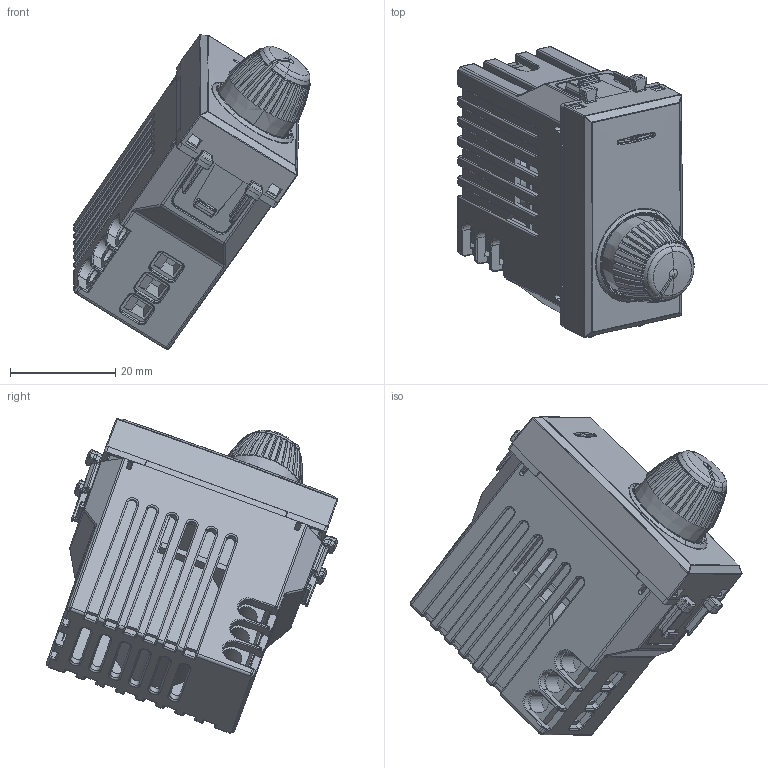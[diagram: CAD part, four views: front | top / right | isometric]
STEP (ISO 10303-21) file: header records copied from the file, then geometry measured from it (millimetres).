
FILE_DESCRIPTION(('CATIA V5 STEP Exchange'),'2;1');
FILE_NAME('442048D.stp','2024-02-27T07:58:25+00:00',('none'),('none'),'CATIA Version 5-6 Release 2016 SP6','CATIA V5 STEP AP203','none');
FILE_SCHEMA(('CONFIG_CONTROL_DESIGN'));
Products named in the file (1): 44X048D
Assembly tree (5 placements, depth 2):
  44X048D
    #57
    #27735
    #36748
    #63458
    #67653
Bounding box: 44.88 x 55.34 x 59.73 mm (x, y, z)
Volume: 22768.5 mm3; surface area: 26431.6 mm2
Topology: 8 solids, 8 shells, 1789 faces, 4629 edges, 2700 vertices
Faces by surface type: plane 573, cylinder 485, bspline 352, cone 167, torus 79, sphere 78, revolution 55
Entity records: 67676 total; most frequent: CARTESIAN_POINT 31725, ORIENTED_EDGE 8990, DIRECTION 4609, EDGE_CURVE 4495, VERTEX_POINT 2696, B_SPLINE_CURVE_WITH_KNOTS 2024, EDGE_LOOP 1835, AXIS2_PLACEMENT_3D 1822
